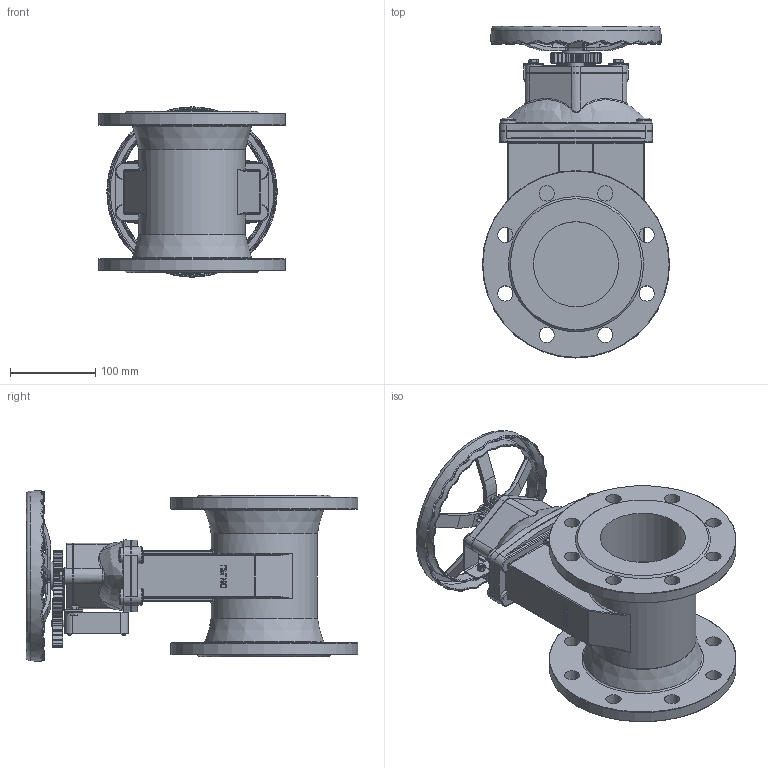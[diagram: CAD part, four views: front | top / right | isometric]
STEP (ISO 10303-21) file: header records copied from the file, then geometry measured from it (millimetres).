
FILE_DESCRIPTION(/* description */ (''),/* implementation_level */ '2;1');
FILE_NAME(/* name */ 'DN100_3D_STEP.stp',/* time_stamp */ '2025-09-19T00:48:20+03:00',/* author */ ('igorr'),/* organization */ (''),/* preprocessor_version */ 'ST-DEVELOPER v20',/* originating_system */ 'Autodesk Inventor 2025',/* authorisation */ '');
FILE_SCHEMA (('AUTOMOTIVE_DESIGN { 1 0 10303 214 3 1 1 }'));
Length unit declared in the file: millimetre
Products named in the file (15): Сборка_Чертежная; Деталь1; Rivet GB/T 1015-1986-6 X 12; Деталь1_1; AS 1110 - M10 x 16; AS 1420 - 1973 - M10 x 16; крепеж; угол_контроль; AS 1427 - M2,5 x 4; AS 1110 - M5 x 10; AS 1110 - M6 x 12; ANSI B18.2.4.2M - M5x0,8; Цилиндрическое зубчатое 
зацепление; Цилиндрическое зубчатое 
зацепление1; Цилиндрическое зубчатое 
зацепление2
Assembly tree (25 placements, depth 3):
  Сборка_Чертежная
    Деталь1
    Rivet GB/T 1015-1986-6 X 12  x4
    Деталь1_1
    AS 1110 - M10 x 16
    AS 1420 - 1973 - M10 x 16  x2
    крепеж  x2
    угол_контроль
    AS 1427 - M2,5 x 4  x4
    AS 1110 - M5 x 10  x2
    AS 1110 - M6 x 12  x2
    ANSI B18.2.4.2M - M5x0,8  x2
    Цилиндрическое зубчатое 
зацепление
      Цилиндрическое зубчатое 
зацепление1
      Цилиндрическое зубчатое 
зацепление2
Bounding box: 220 x 390 x 199.99 mm (x, y, z)
Volume: 3816261.3 mm3; surface area: 523194.2 mm2
Topology: 25 solids, 25 shells, 1849 faces, 4743 edges, 3014 vertices
Faces by surface type: plane 640, cylinder 523, bspline 444, cone 131, torus 99, sphere 12
Full cylindrical faces by diameter (mm): 2 x4, 2.224 x4, 2.5 x4, 4.134 x2, 4.66 x4, 5 x2, 6 x8, 8 x6, 10 x13, 10.62 x4, 16 x7, 17 x1, 17.778 x1, 18 x21, 20 x2, 22.222 x1, 28.889 x1, 33.333 x1, 100 x2, 125 x1, 172.74 x1, 177.184 x1, 195.554 x1, 199.998 x1, 220 x2
Entity records: 60293 total; most frequent: CARTESIAN_POINT 20773, ORIENTED_EDGE 8388, DIRECTION 7071, EDGE_CURVE 4194, VERTEX_POINT 2677, AXIS2_PLACEMENT_3D 2636, LINE 1799, VECTOR 1799
